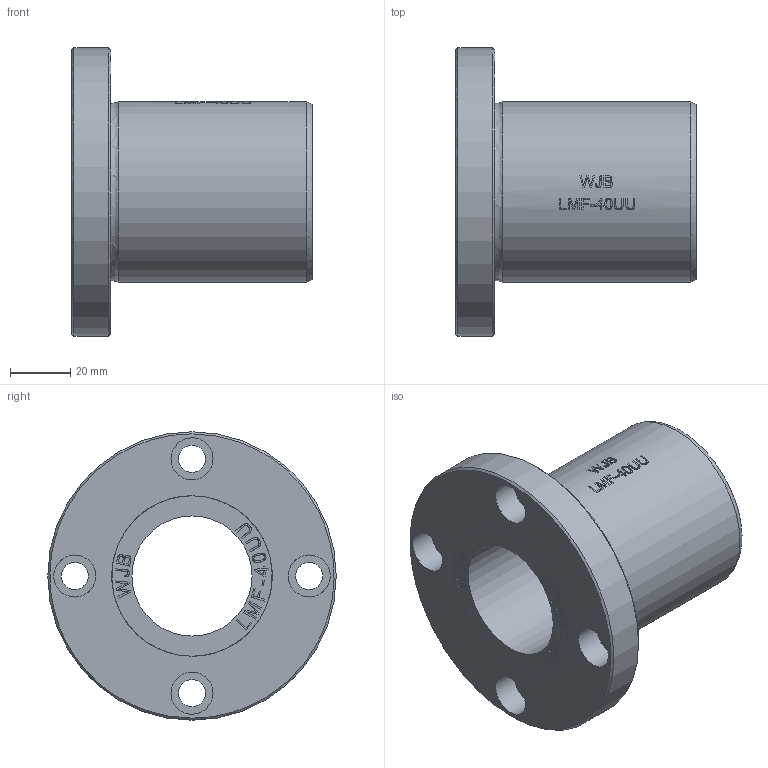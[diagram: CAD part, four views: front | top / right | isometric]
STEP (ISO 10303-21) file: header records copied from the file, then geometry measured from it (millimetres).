
FILE_DESCRIPTION(/* description */ (''),/* implementation_level */ '2;1');
FILE_NAME(/* name */ 'WJB-LMF-40UU.stp',/* time_stamp */ '2018-09-05T23:40:01+08:00',/* author */ (''),/* organization */ (''),/* preprocessor_version */ 'ST-DEVELOPER v11',/* originating_system */ 'SIEMENS UGS NX 6.0',/* authorisation */ '');
FILE_SCHEMA (('CONFIG_CONTROL_DESIGN'));
Length unit declared in the file: millimetre
Products named in the file (1): WJB-LMF-40UU
Bounding box: 80 x 96 x 96 mm (x, y, z)
Volume: 175891.5 mm3; surface area: 39841.1 mm2
Topology: 1 solids, 1 shells, 341 faces, 887 edges, 600 vertices
Faces by surface type: plane 231, extrusion 78, cylinder 28, cone 2, torus 2
Full cylindrical faces by diameter (mm): 9 x4, 14 x4, 40 x1, 53.4 x2, 60 x1, 96 x1
Entity records: 13228 total; most frequent: CARTESIAN_POINT 5358, ORIENTED_EDGE 1740, DIRECTION 1220, EDGE_CURVE 870, VERTEX_POINT 600, VECTOR 540, LINE 462, EDGE_LOOP 420
